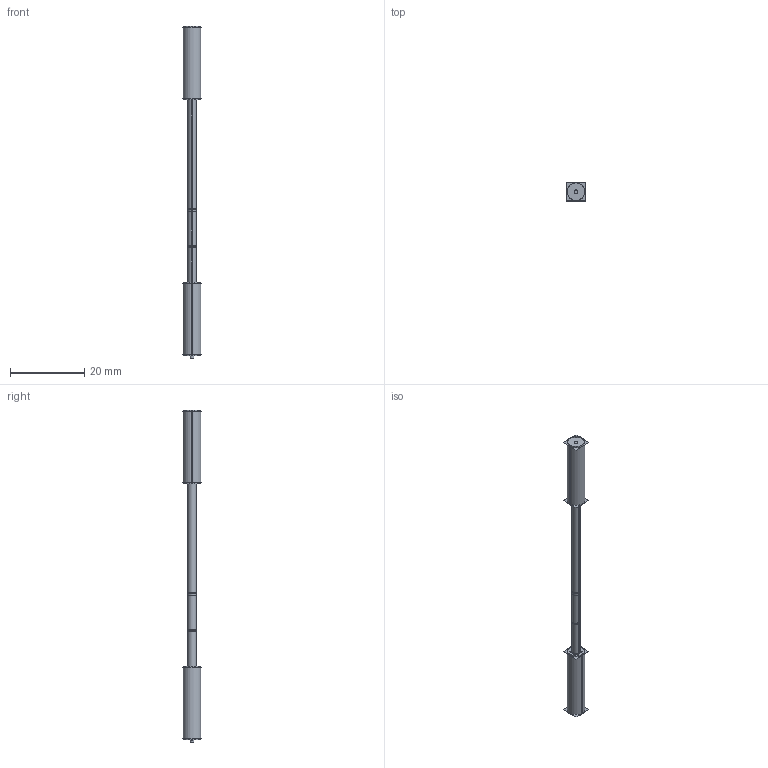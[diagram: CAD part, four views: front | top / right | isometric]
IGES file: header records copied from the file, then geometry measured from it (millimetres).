
Start section:  PTC IGES file: 191548.igs
Global section: file name: 191548.igs; native system: Creo Parametric by Parametric Technology Corporation; preprocessor: 2016010; author: PDMAdmin; organization: Unknown; date: 20160520.131331; units: millimetre
Bounding box: 4.95 x 4.95 x 89.48 mm (x, y, z)
Volume: 741.3 mm3; surface area: 7301.4 mm2
Topology: 4 solids, 5 shells, 80 faces, 394 edges, 516 vertices
Faces by surface type: revolution 56, bspline 24
